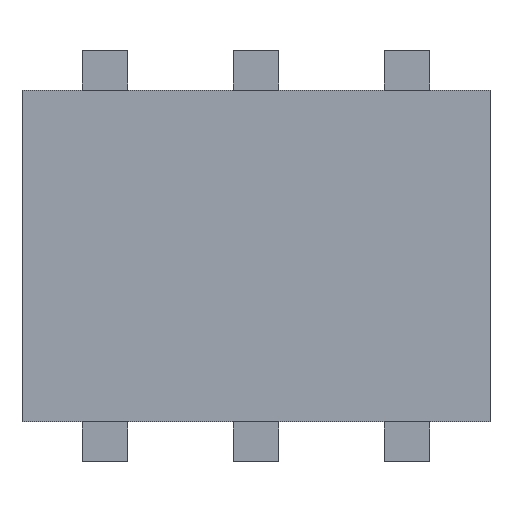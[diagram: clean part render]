
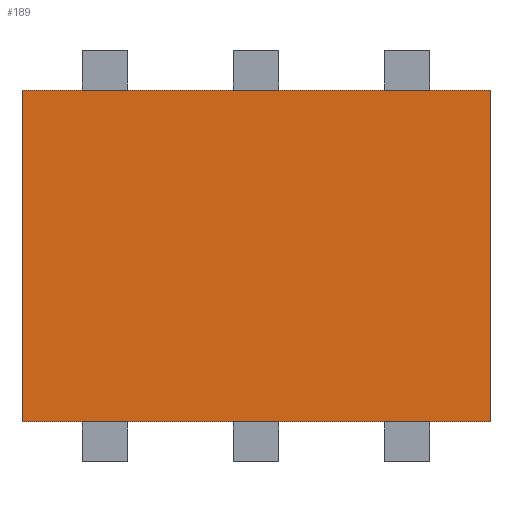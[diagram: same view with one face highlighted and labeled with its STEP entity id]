
A CAD part, front view. The second image highlights one B-rep face of the part: STEP entity #189.
In plain terms, the highlighted planar face has unit normal (0, -1, 0).
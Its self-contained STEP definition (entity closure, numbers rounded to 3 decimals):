
#72 = LINE ( 'NONE', #999, #138 ) ;
#138 = VECTOR ( 'NONE', #541, 1000. ) ;
#142 = VECTOR ( 'NONE', #899, 1000. ) ;
#181 = CARTESIAN_POINT ( 'NONE',  ( 3.935, 0.1, 2.79 ) ) ;
#189 = ADVANCED_FACE ( 'NONE', ( #1190 ), #1346, .T. ) ;
#207 = EDGE_LOOP ( 'NONE', ( #1120, #1556, #1575, #1323 ) ) ;
#213 = CARTESIAN_POINT ( 'NONE',  ( -3.935, 0.1, 2.79 ) ) ;
#367 = DIRECTION ( 'NONE',  ( 0., 0., 1. ) ) ;
#456 = CARTESIAN_POINT ( 'NONE',  ( -3.935, 0.1, -2.79 ) ) ;
#496 = VECTOR ( 'NONE', #731, 1000. ) ;
#518 = LINE ( 'NONE', #213, #835 ) ;
#541 = DIRECTION ( 'NONE',  ( 1., 0., 0. ) ) ;
#560 = CARTESIAN_POINT ( 'NONE',  ( 3.935, 0.1, -2.79 ) ) ;
#589 = CARTESIAN_POINT ( 'NONE',  ( 3.935, 0.1, 2.79 ) ) ;
#593 = LINE ( 'NONE', #456, #496 ) ;
#679 = VERTEX_POINT ( 'NONE', #1737 ) ;
#731 = DIRECTION ( 'NONE',  ( -1., 0., 0. ) ) ;
#835 = VECTOR ( 'NONE', #367, 1000. ) ;
#837 = EDGE_CURVE ( 'NONE', #679, #1257, #518, .T. ) ;
#878 = DIRECTION ( 'NONE',  ( 0., -1., 0. ) ) ;
#881 = CARTESIAN_POINT ( 'NONE',  ( -3.935, 0.1, 2.79 ) ) ;
#899 = DIRECTION ( 'NONE',  ( 0., 0., -1. ) ) ;
#999 = CARTESIAN_POINT ( 'NONE',  ( -3.935, 0.1, 2.79 ) ) ;
#1071 = EDGE_CURVE ( 'NONE', #1151, #679, #593, .T. ) ;
#1120 = ORIENTED_EDGE ( 'NONE', *, *, #1972, .F. ) ;
#1151 = VERTEX_POINT ( 'NONE', #1285 ) ;
#1162 = DIRECTION ( 'NONE',  ( 0., 0., -1. ) ) ;
#1190 = FACE_OUTER_BOUND ( 'NONE', #207, .T. ) ;
#1232 = EDGE_CURVE ( 'NONE', #1257, #1663, #72, .T. ) ;
#1257 = VERTEX_POINT ( 'NONE', #881 ) ;
#1285 = CARTESIAN_POINT ( 'NONE',  ( 3.935, 0.1, -2.79 ) ) ;
#1323 = ORIENTED_EDGE ( 'NONE', *, *, #1071, .F. ) ;
#1346 = PLANE ( 'NONE',  #1398 ) ;
#1398 = AXIS2_PLACEMENT_3D ( 'NONE', #560, #878, #1162 ) ;
#1556 = ORIENTED_EDGE ( 'NONE', *, *, #1232, .F. ) ;
#1575 = ORIENTED_EDGE ( 'NONE', *, *, #837, .F. ) ;
#1657 = LINE ( 'NONE', #589, #142 ) ;
#1663 = VERTEX_POINT ( 'NONE', #181 ) ;
#1737 = CARTESIAN_POINT ( 'NONE',  ( -3.935, 0.1, -2.79 ) ) ;
#1972 = EDGE_CURVE ( 'NONE', #1663, #1151, #1657, .T. ) ;
